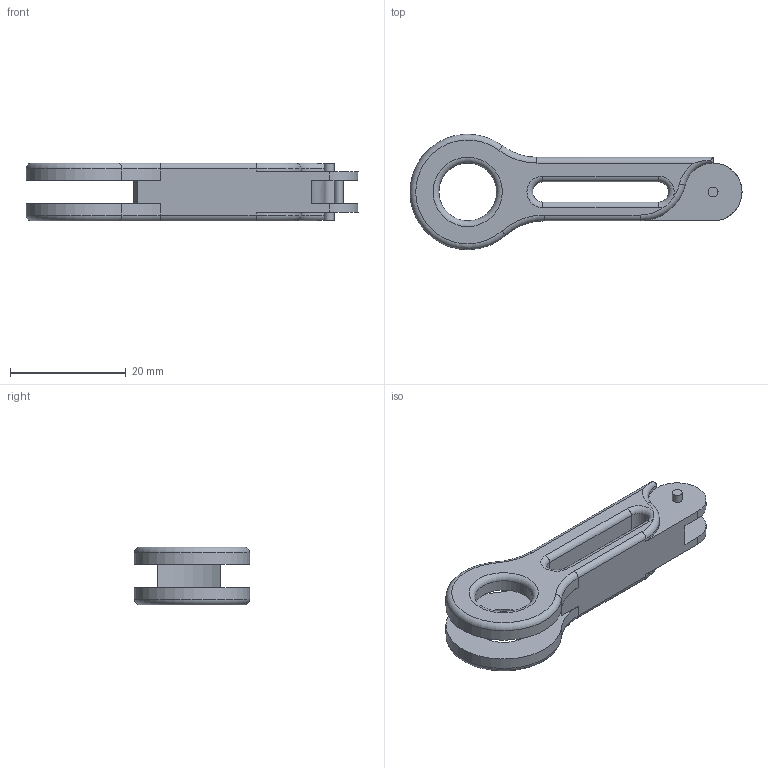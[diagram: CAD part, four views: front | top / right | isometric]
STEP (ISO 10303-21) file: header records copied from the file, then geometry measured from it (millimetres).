
FILE_DESCRIPTION(/* description */ (''),/* implementation_level */ '2;1');
FILE_NAME(/* name */ 'middleproximalphalanx v2.stp',/* time_stamp */ '2022-06-18T23:05:34+02:00',/* author */ (''),/* organization */ (''),/* preprocessor_version */ 'ST-DEVELOPER v19',/* originating_system */ 'Autodesk Translation Framework v11.7.0.108',/* authorisation */ '');
FILE_SCHEMA (('AUTOMOTIVE_DESIGN { 1 0 10303 214 3 1 1 }'));
Length unit declared in the file: millimetre
Products named in the file (1): middle_proximal_phalanx
Bounding box: 57.49 x 19.98 x 10 mm (x, y, z)
Volume: 4083 mm3; surface area: 3406.2 mm2
Topology: 1 solids, 1 shells, 62 faces, 154 edges, 94 vertices
Faces by surface type: cylinder 29, torus 16, plane 15, bspline 2
Full cylindrical faces by diameter (mm): 1.5 x1, 1.7 x2, 10 x2
Entity records: 2026 total; most frequent: CARTESIAN_POINT 460, DIRECTION 351, ORIENTED_EDGE 308, EDGE_CURVE 154, AXIS2_PLACEMENT_3D 147, VERTEX_POINT 94, CIRCLE 84, EDGE_LOOP 70
